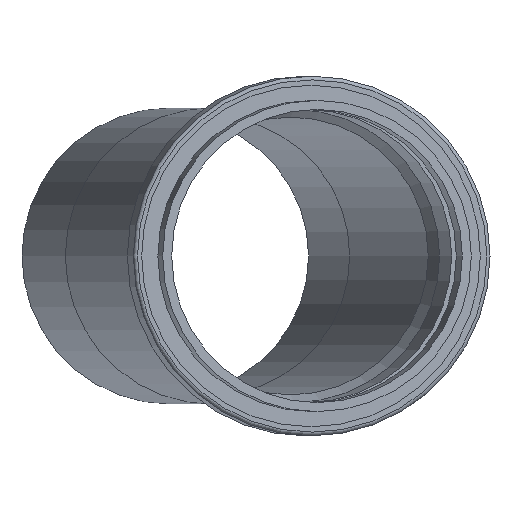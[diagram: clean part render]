
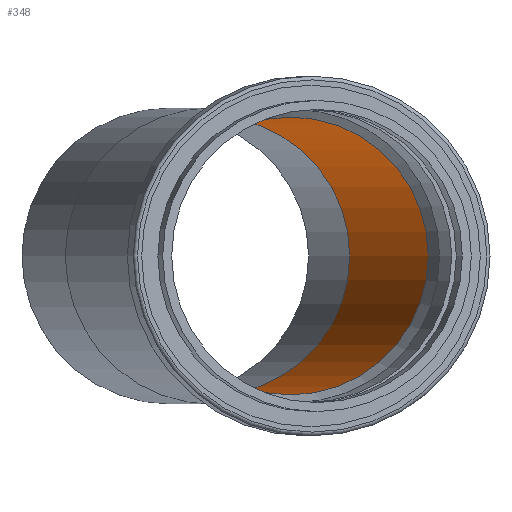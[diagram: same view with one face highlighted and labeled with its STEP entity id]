
A CAD part, left-side view. The second image highlights one B-rep face of the part: STEP entity #348.
In plain terms, the highlighted cylindrical face has radius 75.1 mm (diameter 150.2 mm), a full revolution.
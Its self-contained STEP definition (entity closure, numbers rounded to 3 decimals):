
#48=FACE_OUTER_BOUND('',#76,.T.);
#76=EDGE_LOOP('',(#250,#251,#252,#253));
#111=LINE('',#605,#124);
#124=VECTOR('',#473,75.1);
#138=CIRCLE('',#402,75.1);
#139=CIRCLE('',#404,75.1);
#171=VERTEX_POINT('',#601);
#172=VERTEX_POINT('',#604);
#201=EDGE_CURVE('',#171,#171,#138,.T.);
#202=EDGE_CURVE('',#171,#172,#111,.T.);
#203=EDGE_CURVE('',#172,#172,#139,.T.);
#250=ORIENTED_EDGE('',*,*,#201,.T.);
#251=ORIENTED_EDGE('',*,*,#202,.T.);
#252=ORIENTED_EDGE('',*,*,#203,.F.);
#253=ORIENTED_EDGE('',*,*,#202,.F.);
#337=CYLINDRICAL_SURFACE('',#403,75.1);
#348=ADVANCED_FACE('',(#48),#337,.F.);
#402=AXIS2_PLACEMENT_3D('',#602,#469,#470);
#403=AXIS2_PLACEMENT_3D('',#603,#471,#472);
#404=AXIS2_PLACEMENT_3D('',#606,#474,#475);
#469=DIRECTION('center_axis',(0.991,0.131,0.));
#470=DIRECTION('ref_axis',(0.131,-0.991,0.));
#471=DIRECTION('center_axis',(0.991,0.131,0.));
#472=DIRECTION('ref_axis',(-0.131,0.991,0.));
#473=DIRECTION('',(-0.991,-0.131,0.));
#474=DIRECTION('center_axis',(0.991,0.131,0.));
#475=DIRECTION('ref_axis',(0.131,-0.991,0.));
#601=CARTESIAN_POINT('',(-381.776,-100.123,0.));
#602=CARTESIAN_POINT('Origin',(-391.579,-25.665,0.));
#603=CARTESIAN_POINT('Origin',(-552.766,-46.886,0.));
#604=CARTESIAN_POINT('',(-704.151,-142.564,0.));
#605=CARTESIAN_POINT('',(-542.964,-121.344,0.));
#606=CARTESIAN_POINT('Origin',(-713.954,-68.107,0.));
